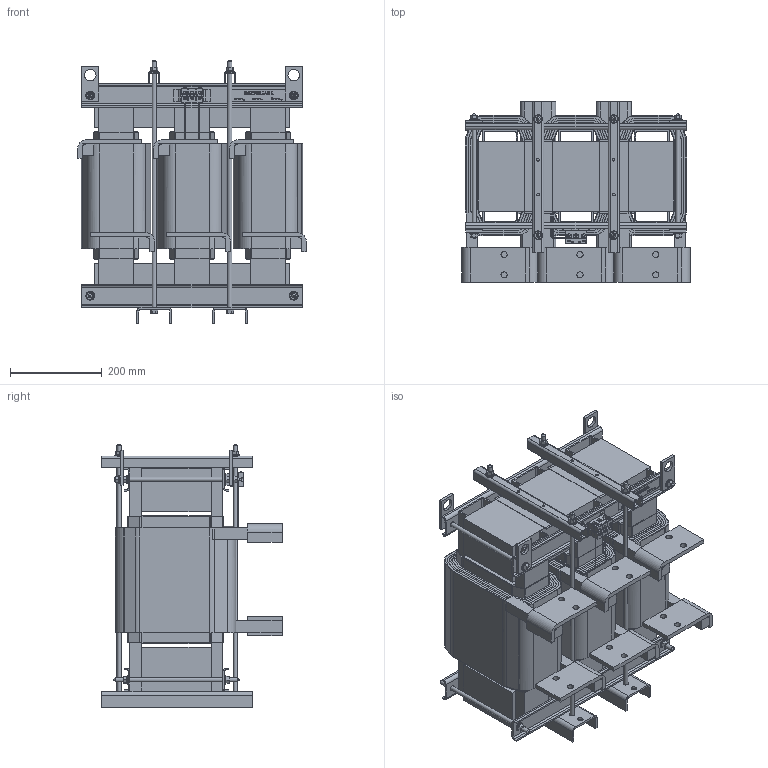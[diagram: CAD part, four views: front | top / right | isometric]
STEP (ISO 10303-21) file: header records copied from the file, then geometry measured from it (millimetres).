
FILE_DESCRIPTION(/* description */ (''),/* implementation_level */ '2;1');
FILE_NAME(/* name */ 'KTRMG960A.stp',/* time_stamp */ '2020-08-03T09:42:17-05:00',/* author */ ('jnelson'),/* organization */ (''),/* preprocessor_version */ 'ST-DEVELOPER v17',/* originating_system */ 'Autodesk Inventor 2019',/* authorisation */ '');
FILE_SCHEMA (('AUTOMOTIVE_DESIGN { 1 0 10303 214 3 1 1 }'));
Length unit declared in the file: inch
Products named in the file (34): KTRMG960A; 26328; 15136; 26552; 4841; 22215; 4948; 4132; 30097- LARGE  BLANK  (REACTOR); 25259; 14965; 4214-25259 core; 26448; 26438; 25259 coil; 23571; 29477-KTRMG362AMSX1; 28453; 28453_1; 11923insert-hex head; 11923-1; 11923-HEX SCREW; 31733; 31003 - Bracket; KTRMG960A TS LEAD 2; KTRMG960A TS LEAD 2A; KTRMG960A TS LEAD 1A; KTRMG960A TS LEAD 1; 11626 AND 1509; 1509; 11626; 31615; 27581; 4947
Assembly tree (112 placements, depth 4):
  KTRMG960A
    26328  x2
    15136  x2
    26552  x2
    4841  x2
    4947  x3
    22215  x4
    4948  x4
    4132  x4
    11626  x4
    30097- LARGE  BLANK  (REACTOR)
    25259  x3
      14965
      4214-25259 core
      26448
      26438
      25259 coil
    23571  x6
    29477-KTRMG362AMSX1
    28453
      28453_1
      11923insert-hex head  x3
        11923-1
        11923-HEX SCREW
    31733
      4947
      31003 - Bracket
    KTRMG960A TS LEAD 2
    KTRMG960A TS LEAD 2A
    KTRMG960A TS LEAD 1A
    KTRMG960A TS LEAD 1
    11626 AND 1509  x16
      1509
      11626
    31615
    27581  x2
Bounding box: 498.52 x 394.25 x 575.66 mm (x, y, z)
Volume: 40337341 mm3; surface area: 12209071.1 mm2
Topology: 200 solids, 200 shells, 4858 faces, 12670 edges, 8235 vertices
Faces by surface type: plane 2561, cylinder 2007, bspline 210, cone 72, sphere 4, torus 4
Full cylindrical faces by diameter (mm): 1.524 x10, 4.166 x2, 4.496 x3, 4.724 x2, 5.172 x30, 5.436 x2, 5.69 x4, 6.35 x30, 6.604 x6, 7.01 x6, 7.798 x20, 9.525 x24, 11.112 x4, 11.176 x24, 13.462 x12, 19.05 x16, 25.4 x4
Entity records: 46364 total; most frequent: CARTESIAN_POINT 12206, ORIENTED_EDGE 7066, DIRECTION 6335, EDGE_CURVE 3533, LINE 2353, VECTOR 2353, VERTEX_POINT 2323, AXIS2_PLACEMENT_3D 1991
